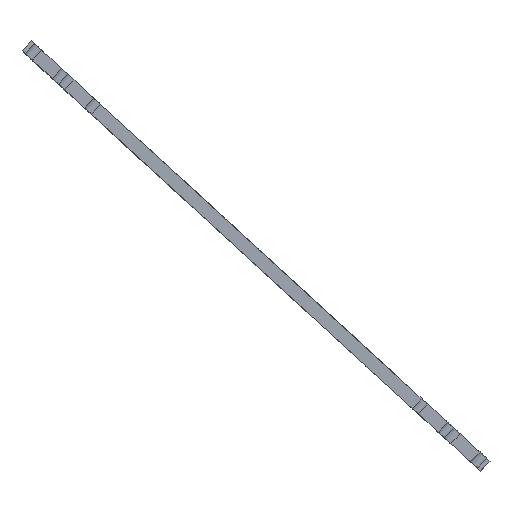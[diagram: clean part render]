
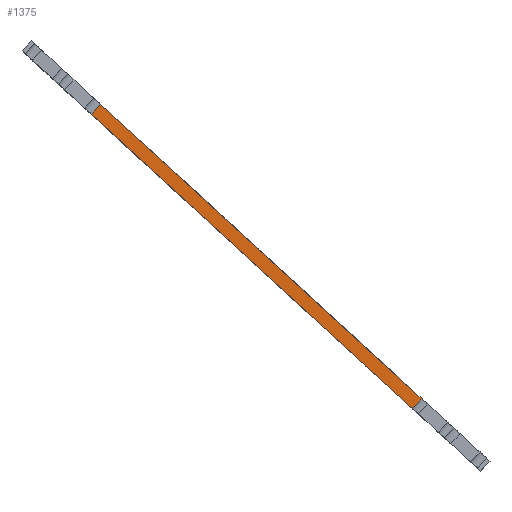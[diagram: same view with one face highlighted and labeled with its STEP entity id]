
A CAD part, top view. The second image highlights one B-rep face of the part: STEP entity #1375.
In plain terms, the highlighted planar face has unit normal (0, 0, 1).
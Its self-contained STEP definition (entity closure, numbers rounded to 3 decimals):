
#53=PLANE('',#1514);
#122=FACE_OUTER_BOUND('',#193,.T.);
#193=EDGE_LOOP('',(#1194,#1195,#1196,#1197));
#206=LINE('',#1942,#351);
#223=LINE('',#2023,#368);
#276=LINE('',#2140,#421);
#339=LINE('',#2307,#484);
#351=VECTOR('',#1545,10.);
#368=VECTOR('',#1620,10.);
#421=VECTOR('',#1721,10.);
#484=VECTOR('',#1898,10.);
#555=VERTEX_POINT('',#1936);
#557=VERTEX_POINT('',#1940);
#590=VERTEX_POINT('',#2019);
#592=VERTEX_POINT('',#2022);
#692=EDGE_CURVE('',#555,#557,#206,.T.);
#728=EDGE_CURVE('',#592,#590,#223,.T.);
#788=EDGE_CURVE('',#555,#590,#276,.T.);
#875=EDGE_CURVE('',#557,#592,#339,.T.);
#1194=ORIENTED_EDGE('',*,*,#692,.T.);
#1195=ORIENTED_EDGE('',*,*,#875,.T.);
#1196=ORIENTED_EDGE('',*,*,#728,.T.);
#1197=ORIENTED_EDGE('',*,*,#788,.F.);
#1375=ADVANCED_FACE('',(#122),#53,.T.);
#1514=AXIS2_PLACEMENT_3D('',#2306,#1896,#1897);
#1545=DIRECTION('',(-0.676,-0.737,0.));
#1620=DIRECTION('',(0.676,0.737,0.));
#1721=DIRECTION('',(0.737,-0.676,0.));
#1896=DIRECTION('center_axis',(0.,0.,
1.));
#1897=DIRECTION('ref_axis',(0.737,-0.676,0.));
#1898=DIRECTION('',(0.737,-0.676,0.));
#1936=CARTESIAN_POINT('',(32.034,-49.628,27.));
#1940=CARTESIAN_POINT('',(30.683,-51.103,27.));
#1942=CARTESIAN_POINT('',(32.034,-49.628,27.));
#2019=CARTESIAN_POINT('',(79.541,-93.16,27.));
#2022=CARTESIAN_POINT('',(78.19,-94.634,27.));
#2023=CARTESIAN_POINT('',(79.541,-93.16,27.));
#2140=CARTESIAN_POINT('',(31.044,-48.721,27.));
#2306=CARTESIAN_POINT('Origin',(29.693,-50.196,27.));
#2307=CARTESIAN_POINT('',(29.693,-50.196,27.));
